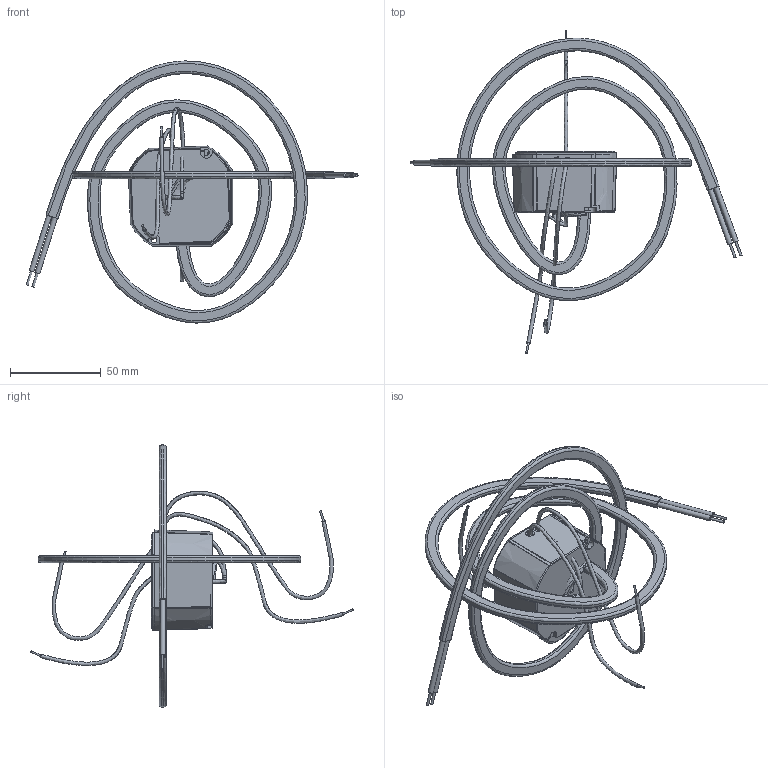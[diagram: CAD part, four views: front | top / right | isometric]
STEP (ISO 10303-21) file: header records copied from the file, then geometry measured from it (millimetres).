
FILE_DESCRIPTION( ( 'Unknown' ), '1' );
FILE_NAME( '024UWA-External-3D-Model-220512.stp', 'Unknown', ( 'Unknown' ), ( 'Unknown' ), 'PSStep 13.0', 'Unknown', ' ' );
FILE_SCHEMA( ( 'AUTOMOTIVE_DESIGN { 1 0 10303 214 1 1 1 1 }' ) );
Length unit declared in the file: millimetre
Products named in the file (6): Assem1; WinsdonChassis17000104-160512; 024UWA184-EpoxyFill-210512; IPCable-Insertion210512; OPCable-InsertionRED210512; OPCableBlack-Insertion210512
Bounding box: 182.92 x 177.81 x 144.45 mm (x, y, z)
Volume: 72963.5 mm3; surface area: 78646.2 mm2
Topology: 10 solids, 10 shells, 400 faces, 986 edges, 622 vertices
Faces by surface type: plane 168, cylinder 112, bspline 70, cone 20, sphere 16, torus 14
Full cylindrical faces by diameter (mm): 1 x4, 1.3 x4, 1.8 x6, 1.9 x4, 2 x8, 2.8 x4, 3.2 x4
Entity records: 17864 total; most frequent: CARTESIAN_POINT 11548, ORIENTED_EDGE 916, DIRECTION 802, EDGE_CURVE 458, AXIS2_PLACEMENT_3D 319, VERTEX_POINT 301, PRESENTATION_STYLE_ASSIGNMENT 294, COLOUR_RGB 294
